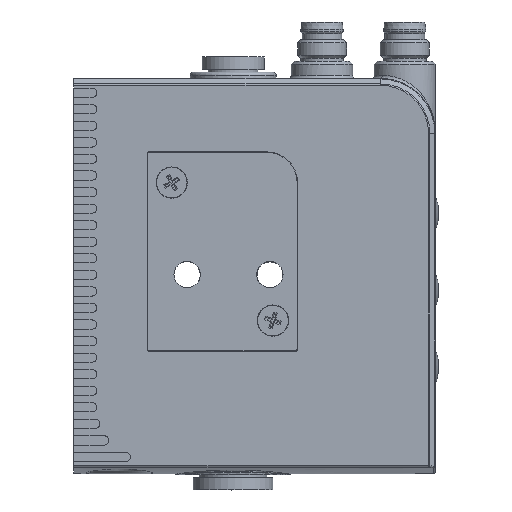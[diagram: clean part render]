
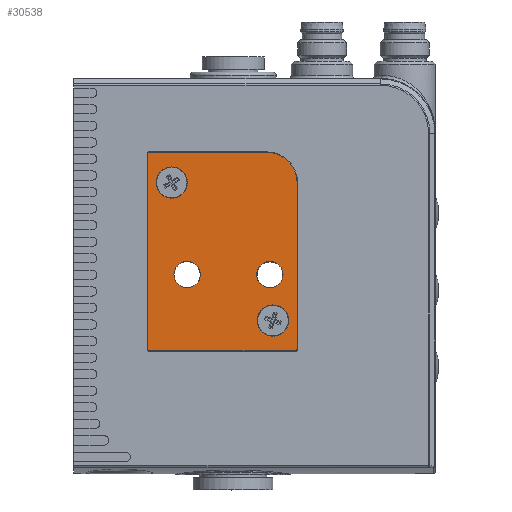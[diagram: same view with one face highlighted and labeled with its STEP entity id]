
A CAD part, top view. The second image highlights one B-rep face of the part: STEP entity #30538.
In plain terms, the highlighted planar face has unit normal (0, 0, 1).
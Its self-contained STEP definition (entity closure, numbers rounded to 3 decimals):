
#2286=CIRCLE('',#33004,5.);
#2287=CIRCLE('',#33005,0.3);
#2288=CIRCLE('',#33006,0.3);
#2289=CIRCLE('',#33007,0.3);
#2290=CIRCLE('',#33008,2.15);
#2291=CIRCLE('',#33009,2.15);
#2292=CIRCLE('',#33010,2.55);
#2293=CIRCLE('',#33011,2.55);
#9414=ORIENTED_EDGE('',*,*,#14840,.T.);
#9415=ORIENTED_EDGE('',*,*,#14841,.T.);
#9416=ORIENTED_EDGE('',*,*,#14842,.T.);
#9417=ORIENTED_EDGE('',*,*,#14843,.T.);
#9418=ORIENTED_EDGE('',*,*,#14844,.T.);
#9419=ORIENTED_EDGE('',*,*,#14845,.T.);
#9420=ORIENTED_EDGE('',*,*,#14846,.T.);
#9421=ORIENTED_EDGE('',*,*,#14847,.T.);
#9422=ORIENTED_EDGE('',*,*,#14848,.F.);
#9423=ORIENTED_EDGE('',*,*,#14849,.F.);
#9424=ORIENTED_EDGE('',*,*,#14850,.T.);
#9425=ORIENTED_EDGE('',*,*,#14851,.T.);
#14840=EDGE_CURVE('',#18067,#18068,#2286,.T.);
#14841=EDGE_CURVE('',#18068,#18069,#20830,.T.);
#14842=EDGE_CURVE('',#18069,#18070,#2287,.T.);
#14843=EDGE_CURVE('',#18070,#18071,#20831,.T.);
#14844=EDGE_CURVE('',#18071,#18072,#2288,.T.);
#14845=EDGE_CURVE('',#18072,#18073,#20832,.T.);
#14846=EDGE_CURVE('',#18073,#18074,#2289,.T.);
#14847=EDGE_CURVE('',#18074,#18067,#20833,.T.);
#14848=EDGE_CURVE('',#18075,#18075,#2290,.T.);
#14849=EDGE_CURVE('',#18076,#18076,#2291,.T.);
#14850=EDGE_CURVE('',#18077,#18077,#2292,.T.);
#14851=EDGE_CURVE('',#18078,#18078,#2293,.T.);
#18067=VERTEX_POINT('',#59522);
#18068=VERTEX_POINT('',#59523);
#18069=VERTEX_POINT('',#59525);
#18070=VERTEX_POINT('',#59527);
#18071=VERTEX_POINT('',#59529);
#18072=VERTEX_POINT('',#59531);
#18073=VERTEX_POINT('',#59533);
#18074=VERTEX_POINT('',#59535);
#18075=VERTEX_POINT('',#59538);
#18076=VERTEX_POINT('',#59540);
#18077=VERTEX_POINT('',#59542);
#18078=VERTEX_POINT('',#59544);
#20830=LINE('',#59524,#23487);
#20831=LINE('',#59528,#23488);
#20832=LINE('',#59532,#23489);
#20833=LINE('',#59536,#23490);
#23487=VECTOR('',#39770,1000.);
#23488=VECTOR('',#39773,1000.);
#23489=VECTOR('',#39776,1000.);
#23490=VECTOR('',#39779,1000.);
#25493=EDGE_LOOP('',(#9414,#9415,#9416,#9417,#9418,#9419,#9420,#9421));
#25494=EDGE_LOOP('',(#9422));
#25495=EDGE_LOOP('',(#9423));
#25496=EDGE_LOOP('',(#9424));
#25497=EDGE_LOOP('',(#9425));
#27633=FACE_BOUND('',#25493,.T.);
#27634=FACE_BOUND('',#25494,.T.);
#27635=FACE_BOUND('',#25495,.T.);
#27636=FACE_BOUND('',#25496,.T.);
#27637=FACE_BOUND('',#25497,.T.);
#28967=PLANE('',#33003);
#30538=ADVANCED_FACE('',(#27633,#27634,#27635,#27636,#27637),#28967,.F.);
#33003=AXIS2_PLACEMENT_3D('',#59520,#39766,#39767);
#33004=AXIS2_PLACEMENT_3D('',#59521,#39768,#39769);
#33005=AXIS2_PLACEMENT_3D('',#59526,#39771,#39772);
#33006=AXIS2_PLACEMENT_3D('',#59530,#39774,#39775);
#33007=AXIS2_PLACEMENT_3D('',#59534,#39777,#39778);
#33008=AXIS2_PLACEMENT_3D('',#59537,#39780,#39781);
#33009=AXIS2_PLACEMENT_3D('',#59539,#39782,#39783);
#33010=AXIS2_PLACEMENT_3D('',#59541,#39784,#39785);
#33011=AXIS2_PLACEMENT_3D('',#59543,#39786,#39787);
#39766=DIRECTION('',(0.,0.,-1.));
#39767=DIRECTION('',(-1.,0.,0.));
#39768=DIRECTION('',(0.,0.,1.));
#39769=DIRECTION('',(-1.,0.,0.));
#39770=DIRECTION('',(-1.,0.,0.));
#39771=DIRECTION('',(0.,0.,1.));
#39772=DIRECTION('',(1.,0.,0.));
#39773=DIRECTION('',(0.,-1.,0.));
#39774=DIRECTION('',(0.,0.,1.));
#39775=DIRECTION('',(1.,0.,0.));
#39776=DIRECTION('',(1.,0.,0.));
#39777=DIRECTION('',(0.,0.,1.));
#39778=DIRECTION('',(1.,0.,0.));
#39779=DIRECTION('',(0.,1.,0.));
#39780=DIRECTION('',(0.,0.,1.));
#39781=DIRECTION('',(1.,0.,0.));
#39782=DIRECTION('',(0.,0.,1.));
#39783=DIRECTION('',(1.,0.,0.));
#39784=DIRECTION('',(0.,0.,-1.));
#39785=DIRECTION('',(-1.,0.,0.));
#39786=DIRECTION('',(0.,0.,-1.));
#39787=DIRECTION('',(-1.,0.,0.));
#59520=CARTESIAN_POINT('',(31.45,46.95,12.5));
#59521=CARTESIAN_POINT('',(31.45,46.95,12.5));
#59522=CARTESIAN_POINT('',(36.45,46.95,12.5));
#59523=CARTESIAN_POINT('',(31.45,51.95,12.5));
#59524=CARTESIAN_POINT('',(12.35,51.95,12.5));
#59525=CARTESIAN_POINT('',(12.35,51.95,12.5));
#59526=CARTESIAN_POINT('',(12.35,51.65,12.5));
#59527=CARTESIAN_POINT('',(12.05,51.65,12.5));
#59528=CARTESIAN_POINT('',(12.05,51.65,12.5));
#59529=CARTESIAN_POINT('',(12.05,19.85,12.5));
#59530=CARTESIAN_POINT('',(12.35,19.85,12.5));
#59531=CARTESIAN_POINT('',(12.35,19.55,12.5));
#59532=CARTESIAN_POINT('',(12.35,19.55,12.5));
#59533=CARTESIAN_POINT('',(36.15,19.55,12.5));
#59534=CARTESIAN_POINT('',(36.15,19.85,12.5));
#59535=CARTESIAN_POINT('',(36.45,19.85,12.5));
#59536=CARTESIAN_POINT('',(36.45,46.95,12.5));
#59537=CARTESIAN_POINT('',(18.5,32.,12.5));
#59538=CARTESIAN_POINT('',(20.65,32.,12.5));
#59539=CARTESIAN_POINT('',(32.,32.,12.5));
#59540=CARTESIAN_POINT('',(34.15,32.,12.5));
#59541=CARTESIAN_POINT('',(32.5,24.5,12.5));
#59542=CARTESIAN_POINT('',(29.95,24.5,12.5));
#59543=CARTESIAN_POINT('',(16.,47.,12.5));
#59544=CARTESIAN_POINT('',(13.45,47.,12.5));
